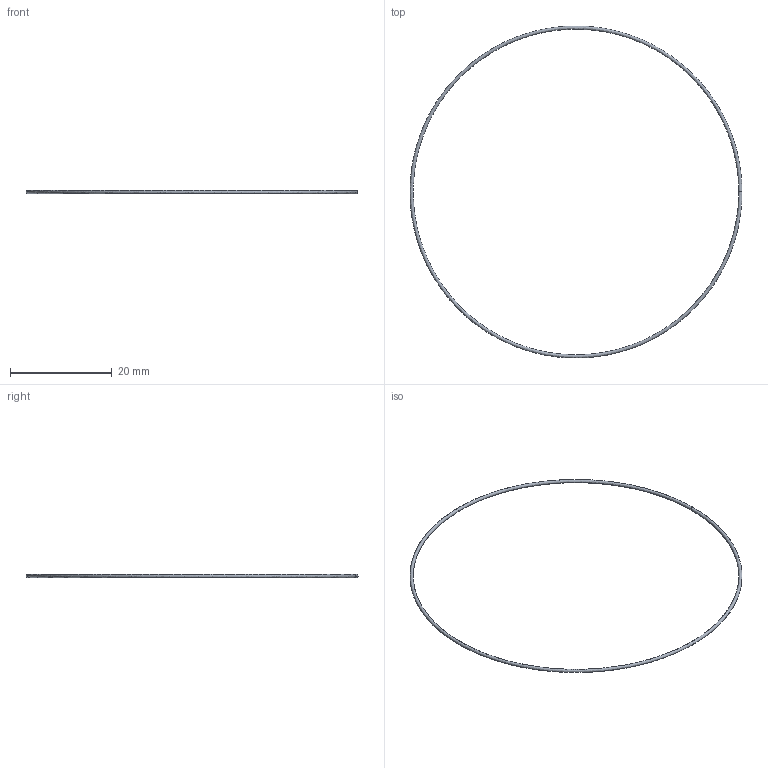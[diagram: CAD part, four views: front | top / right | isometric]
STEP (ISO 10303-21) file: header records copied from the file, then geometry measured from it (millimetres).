
FILE_DESCRIPTION(('FreeCAD Model'),'2;1');
FILE_NAME('Open CASCADE Shape Model','2025-04-27T19:00:44',('FreeCAD'),( 'FreeCAD'),'Open CASCADE STEP processor 7.6','FreeCAD','Unknown');
FILE_SCHEMA(('AUTOMOTIVE_DESIGN { 1 0 10303 214 1 1 1 1 }'));
Length unit declared in the file: millimetre
Products named in the file (1): Open CASCADE STEP translator 7.6 1
Bounding box: 65.3 x 65.3 x 0.65 mm (x, y, z)
Surface area: 412.5 mm2 (no closed solid volume)
Topology: 0 solids, 16 shells, 16 faces, 34 edges, 31 vertices
Faces by surface type: bspline 16
Entity records: 2347 total; most frequent: CARTESIAN_POINT 2151, ORIENTED_EDGE 34, EDGE_CURVE 34, VERTEX_POINT 31, SHELL_BASED_SURFACE_MODEL 16, OPEN_SHELL 16, ADVANCED_FACE 16, FACE_BOUND 16
